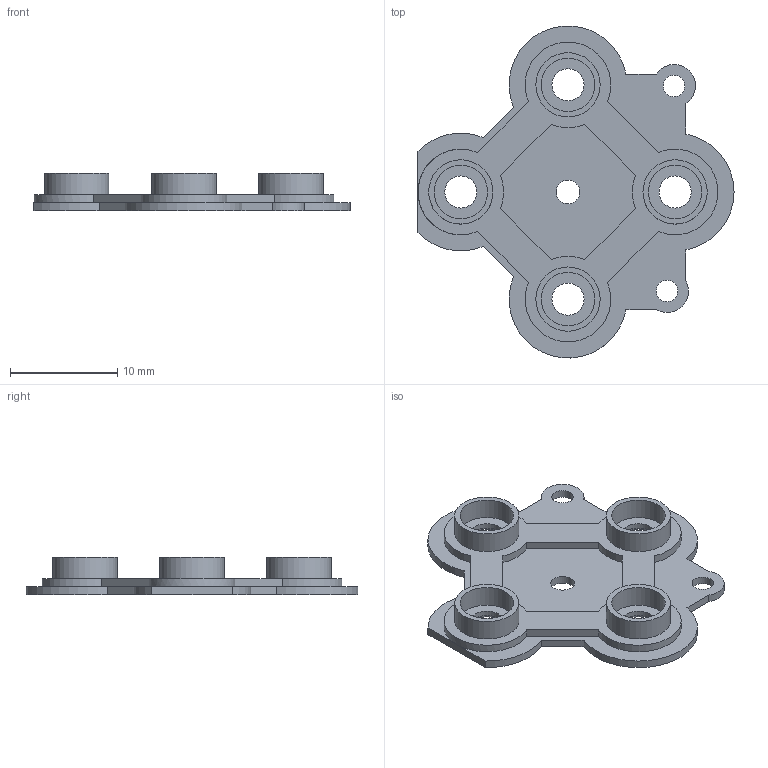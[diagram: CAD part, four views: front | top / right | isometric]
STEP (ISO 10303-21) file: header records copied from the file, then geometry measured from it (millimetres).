
FILE_DESCRIPTION(/* description */ (''),/* implementation_level */ '2;1');
FILE_NAME(/* name */ 'base.step',/* time_stamp */ '2024-10-05T16:45:17-05:00',/* author */ (''),/* organization */ (''),/* preprocessor_version */ 'ST-DEVELOPER v20',/* originating_system */ 'Autodesk Translation Framework v13.20.0.188',/* authorisation */ '');
FILE_SCHEMA (('AUTOMOTIVE_DESIGN { 1 0 10303 214 3 1 1 }'));
Length unit declared in the file: millimetre
Products named in the file (1): base
Bounding box: 29.5 x 30.99 x 3.5 mm (x, y, z)
Volume: 587 mm3; surface area: 1619.7 mm2
Topology: 1 solids, 1 shells, 86 faces, 211 edges, 141 vertices
Faces by surface type: plane 48, cylinder 38
Full cylindrical faces by diameter (mm): 2 x2, 2.2 x1, 3 x4, 4 x4, 5 x4, 6 x8
Entity records: 2638 total; most frequent: DIRECTION 479, CARTESIAN_POINT 439, ORIENTED_EDGE 422, EDGE_CURVE 211, AXIS2_PLACEMENT_3D 181, VERTEX_POINT 141, LINE 117, VECTOR 117
